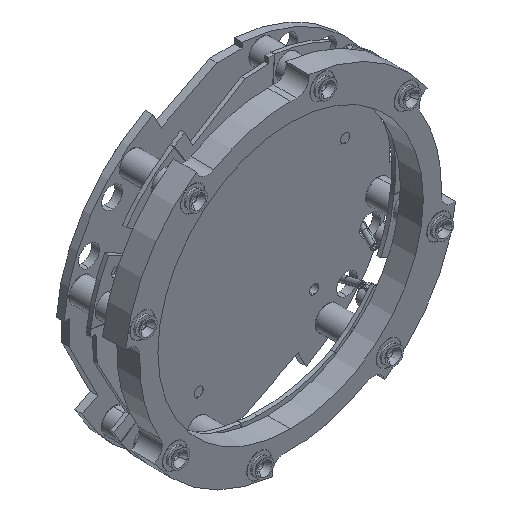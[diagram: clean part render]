
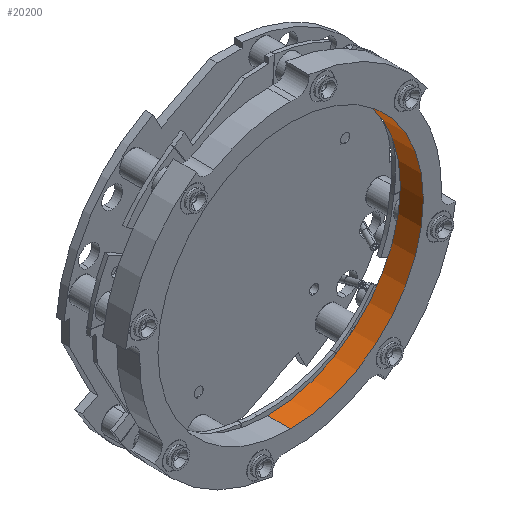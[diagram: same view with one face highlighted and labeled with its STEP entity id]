
A CAD part, isometric view. The second image highlights one B-rep face of the part: STEP entity #20200.
In plain terms, the highlighted cylindrical face has radius 17.628 mm (diameter 35.255 mm), a partial arc.
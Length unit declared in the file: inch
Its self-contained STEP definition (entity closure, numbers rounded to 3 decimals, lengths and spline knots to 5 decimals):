
#884 = EDGE_LOOP ( 'NONE', ( #13995, #13994, #13993, #13992 ) ) ;
#1177 = CARTESIAN_POINT ( 'NONE',  ( 0., -0.319, 0. ) ) ;
#1201 = DIRECTION ( 'NONE',  ( 0., 1., 0. ) ) ;
#1202 = DIRECTION ( 'NONE',  ( 0., 0., -1. ) ) ;
#2740 = AXIS2_PLACEMENT_3D ( 'NONE', #1177, #1201, #1202 ) ;
#5441 = VERTEX_POINT ( 'NONE', #6049 ) ;
#5649 = VERTEX_POINT ( 'NONE', #5833 ) ;
#5666 = VERTEX_POINT ( 'NONE', #5810 ) ;
#5680 = VERTEX_POINT ( 'NONE', #5793 ) ;
#5793 = CARTESIAN_POINT ( 'NONE',  ( 0., -0.319, -0.694 ) ) ;
#5810 = CARTESIAN_POINT ( 'NONE',  ( 0., -0.199, -0.694 ) ) ;
#5833 = CARTESIAN_POINT ( 'NONE',  ( 0., -0.319, 0.694 ) ) ;
#6049 = CARTESIAN_POINT ( 'NONE',  ( 0., -0.199, 0.694 ) ) ;
#6358 = LINE ( 'NONE', #29911, #6362 ) ;
#6362 = VECTOR ( 'NONE', #29912, 39.37008 ) ;
#11607 = DIRECTION ( 'NONE',  ( 0., 0., 1. ) ) ;
#11608 = DIRECTION ( 'NONE',  ( 0., -1., 0. ) ) ;
#11611 = CARTESIAN_POINT ( 'NONE',  ( 0., -0.199, 0. ) ) ;
#11633 = DIRECTION ( 'NONE',  ( 0., 1., 0. ) ) ;
#11635 = DIRECTION ( 'NONE',  ( 0., 0., 1. ) ) ;
#11636 = DIRECTION ( 'NONE',  ( 0., -1., 0. ) ) ;
#11637 = CARTESIAN_POINT ( 'NONE',  ( 0., -0.319, 0. ) ) ;
#11640 = CARTESIAN_POINT ( 'NONE',  ( 0., -0.319, 0.694 ) ) ;
#12317 = EDGE_CURVE ( 'NONE', #5680, #5666, #6358, .T. ) ;
#13992 = ORIENTED_EDGE ( 'NONE', *, *, #12317, .F. ) ;
#13993 = ORIENTED_EDGE ( 'NONE', *, *, #18846, .F. ) ;
#13994 = ORIENTED_EDGE ( 'NONE', *, *, #18837, .T. ) ;
#13995 = ORIENTED_EDGE ( 'NONE', *, *, #18836, .T. ) ;
#18836 = EDGE_CURVE ( 'NONE', #5680, #5649, #20965, .T. ) ;
#18837 = EDGE_CURVE ( 'NONE', #5649, #5441, #20964, .T. ) ;
#18846 = EDGE_CURVE ( 'NONE', #5666, #5441, #20979, .T. ) ;
#20200 = ADVANCED_FACE ( 'NONE', ( #25102 ), #25103, .F. ) ;
#20959 = VECTOR ( 'NONE', #11633, 39.37008 ) ;
#20964 = LINE ( 'NONE', #11640, #20959 ) ;
#20965 = CIRCLE ( 'NONE', #30791, 0.694 ) ;
#20979 = CIRCLE ( 'NONE', #30793, 0.694 ) ;
#25102 = FACE_OUTER_BOUND ( 'NONE', #884, .T. ) ;
#25103 = CYLINDRICAL_SURFACE ( 'NONE', #2740, 0.694 ) ;
#29911 = CARTESIAN_POINT ( 'NONE',  ( 0., -0.319, -0.694 ) ) ;
#29912 = DIRECTION ( 'NONE',  ( 0., 1., 0. ) ) ;
#30791 = AXIS2_PLACEMENT_3D ( 'NONE', #11637, #11636, #11635 ) ;
#30793 = AXIS2_PLACEMENT_3D ( 'NONE', #11611, #11608, #11607 ) ;
